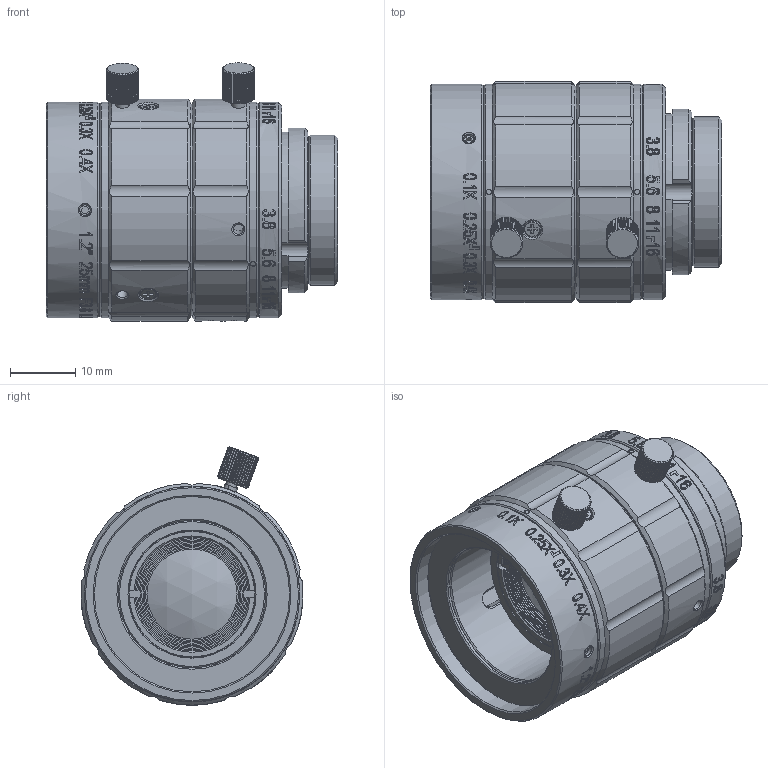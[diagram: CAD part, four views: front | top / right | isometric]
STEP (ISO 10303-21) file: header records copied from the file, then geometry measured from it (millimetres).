
FILE_DESCRIPTION( ('This file contains a STEP AP42 implementation' ,'as created by ZW3D STEP Interface translator.') ,'2;1' );
FILE_NAME( 'MC2538F1_20C---.stp' ,'24 619. 92256', (''), ('ZWCAD Software Co.'), 'Version 1.0', 'ZW3D to STEP translator', '' );
FILE_SCHEMA(('AUTOMOTIVE_DESIGN { 1 0 10303 214 1 1 1 1 }'));
Length unit declared in the file: millimetre
Products named in the file (1): 0
Bounding box: 44.59 x 33.99 x 39.55 mm (x, y, z)
Volume: 23566.8 mm3; surface area: 22637 mm2
Topology: 23 solids, 23 shells, 1817 faces, 4640 edges, 3028 vertices
Faces by surface type: plane 813, bspline 425, cylinder 416, cone 127, torus 32, sphere 4
Full cylindrical faces by diameter (mm): 0.8 x4, 1 x1, 1.1 x6, 1.5 x8, 1.6 x9, 2 x3, 2.7 x3, 2.8 x3, 3 x2, 13.2 x1, 13.8 x1, 14.2 x1, 14.4 x1, 14.6 x1, 15 x3, 15.4 x1, 15.8 x2, 16 x1, 16.1 x1, 17.1 x1, 17.4 x1, 18.4 x2, 19.2 x1, 19.8 x1, 20.2 x2, 20.6 x1, 21.2 x2, 21.6 x1, 22.6 x3, 23 x1
Entity records: 70013 total; most frequent: CARTESIAN_POINT 27503, ORIENTED_EDGE 9282, DIRECTION 6846, EDGE_CURVE 4641, VERTEX_POINT 3032, AXIS2_PLACEMENT_3D 2362, VECTOR 2122, LINE 2122
